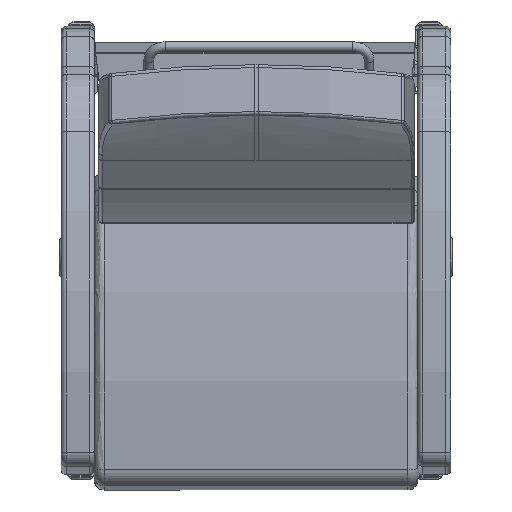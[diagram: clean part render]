
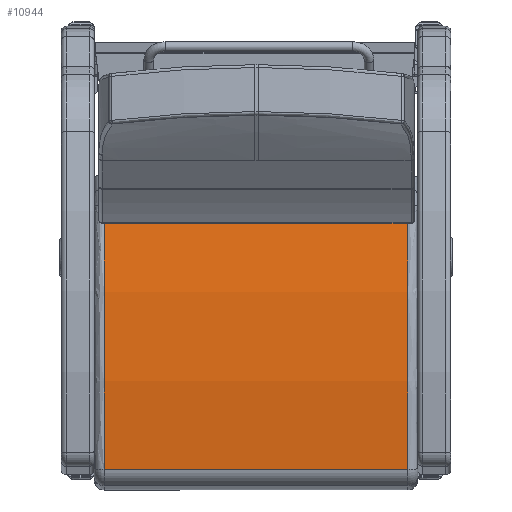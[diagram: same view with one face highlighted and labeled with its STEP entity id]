
A CAD part, front view. The second image highlights one B-rep face of the part: STEP entity #10944.
In plain terms, the highlighted free-form (B-spline) face has degree [1, 2] with [2, 3] control points.
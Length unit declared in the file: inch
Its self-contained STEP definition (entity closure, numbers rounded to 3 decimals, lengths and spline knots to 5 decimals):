
#286=(
BOUNDED_SURFACE()
B_SPLINE_SURFACE(1,2,((#30034,#30035,#30036),(#30037,#30038,#30039)),
 .UNSPECIFIED.,.F.,.F.,.F.)
B_SPLINE_SURFACE_WITH_KNOTS((2,2),(3,3),(-0.19254,0.19254),
(1.36178,1.69928),.UNSPECIFIED.)
GEOMETRIC_REPRESENTATION_ITEM()
RATIONAL_B_SPLINE_SURFACE(((1.,0.986,1.),(1.,0.986,
1.)))
REPRESENTATION_ITEM('')
SURFACE()
);
#695=ELLIPSE('',#12089,60.05357,60.);
#705=ELLIPSE('',#12117,60.05357,60.);
#1259=LINE('',#30032,#1926);
#1260=LINE('',#30041,#1927);
#1926=VECTOR('',#14132,0.3937);
#1927=VECTOR('',#14135,0.3937);
#2628=FACE_OUTER_BOUND('',#3387,.T.);
#3387=EDGE_LOOP('',(#8282,#8283,#8284,#8285));
#5128=VERTEX_POINT('',#29824);
#5129=VERTEX_POINT('',#29825);
#5154=VERTEX_POINT('',#30031);
#5155=VERTEX_POINT('',#30040);
#6287=EDGE_CURVE('',#5128,#5129,#695,.T.);
#6325=EDGE_CURVE('',#5129,#5154,#1259,.T.);
#6327=EDGE_CURVE('',#5128,#5155,#1260,.T.);
#6328=EDGE_CURVE('',#5154,#5155,#705,.T.);
#8282=ORIENTED_EDGE('',*,*,#6287,.F.);
#8283=ORIENTED_EDGE('',*,*,#6327,.T.);
#8284=ORIENTED_EDGE('',*,*,#6328,.F.);
#8285=ORIENTED_EDGE('',*,*,#6325,.F.);
#10944=ADVANCED_FACE('',(#2628),#286,.F.);
#12089=AXIS2_PLACEMENT_3D('',#29826,#14064,#14065);
#12117=AXIS2_PLACEMENT_3D('',#30042,#14136,#14137);
#14064=DIRECTION('center_axis',(0.,0.,-1.));
#14065=DIRECTION('ref_axis',(1.,0.,0.));
#14132=DIRECTION('',(0.,0.,1.));
#14135=DIRECTION('',(0.,0.,1.));
#14136=DIRECTION('center_axis',(0.,0.,1.));
#14137=DIRECTION('ref_axis',(1.,0.,0.));
#29824=CARTESIAN_POINT('',(-10.04459,1.25621,-11.5625));
#29825=CARTESIAN_POINT('',(10.1114,0.44486,-11.5625));
#29826=CARTESIAN_POINT('Origin',(-2.34979,-58.24922,-11.5625));
#30031=CARTESIAN_POINT('',(10.1114,0.44486,11.5625));
#30032=CARTESIAN_POINT('',(10.1114,0.44486,0.));
#30034=CARTESIAN_POINT('Ctrl Pts',(10.1114,0.44486,-11.5625));
#30035=CARTESIAN_POINT('Ctrl Pts',(0.10258,2.56602,-11.5625));
#30036=CARTESIAN_POINT('Ctrl Pts',(-10.04459,1.25621,-11.5625));
#30037=CARTESIAN_POINT('Ctrl Pts',(10.1114,0.44486,11.5625));
#30038=CARTESIAN_POINT('Ctrl Pts',(0.10258,2.56602,11.5625));
#30039=CARTESIAN_POINT('Ctrl Pts',(-10.04459,1.25621,11.5625));
#30040=CARTESIAN_POINT('',(-10.04459,1.25621,11.5625));
#30041=CARTESIAN_POINT('',(-10.04459,1.25621,0.));
#30042=CARTESIAN_POINT('Origin',(-2.34979,-58.24922,11.5625));
